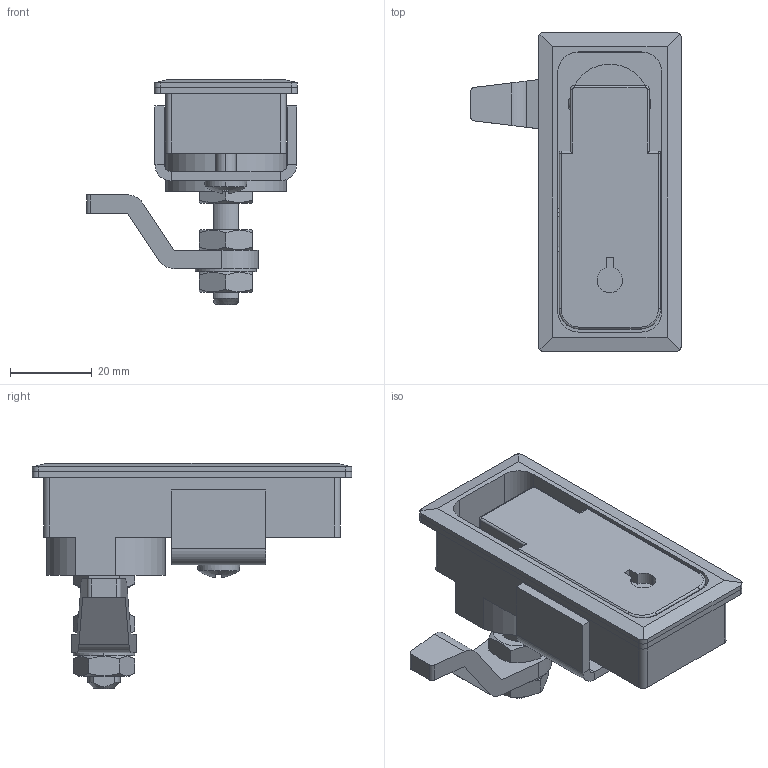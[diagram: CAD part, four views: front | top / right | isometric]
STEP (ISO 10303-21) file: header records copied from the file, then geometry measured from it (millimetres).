
FILE_DESCRIPTION (( 'STEP AP203' ), '1' );
FILE_NAME ('A-204-3-1.STEP', '2011-10-06T02:50:39', ( '' ), ( '' ), 'SwSTEP 2.0', 'SolidWorks 2011', '' );
FILE_SCHEMA (( 'CONFIG_CONTROL_DESIGN' ));
Length unit declared in the file: millimetre
Products named in the file (13): A-204-3-1; A-204取付板; A-204止め金; Ｍ８歯付座金_JIS B 1255 A 8; A-204-205作動金具; A-204-205ピン; A-204-205僶僀儞僪彫僱僕.SLDASM_Default; A-204-3-1僴儞僪儖_岞_A-204-3-1; A-204-205-3僷僢僉儞俛; A-204-205-3僫僢僩; A-204-205-3僗僩僢僷乕; A-204-205-3僔儍僼僩; A-204-3本体_公
Assembly tree (15 placements, depth 2):
  A-204-3-1
    A-204取付板
    A-204-205-3僫僢僩  x3
    Ｍ８歯付座金_JIS B 1255 A 8  x2
    A-204-205作動金具
    A-204-3-1僴儞僪儖_岞_A-204-3-1
    A-204止め金
    A-204-205ピン
    A-204-205僶僀儞僪彫僱僕.SLDASM_Default
    A-204-205-3僷僢僉儞俛
    A-204-205-3僗僩僢僷乕
    A-204-205-3僔儍僼僩
    A-204-3本体_公
Bounding box: 51.5 x 78 x 55 mm (x, y, z)
Volume: 37911 mm3; surface area: 32996.3 mm2
Topology: 15 solids, 15 shells, 496 faces, 1280 edges, 817 vertices
Faces by surface type: plane 245, cylinder 193, cone 42, torus 8, sphere 8
Entity records: 14105 total; most frequent: CARTESIAN_POINT 2549, DIRECTION 2193, ORIENTED_EDGE 2076, EDGE_CURVE 1038, AXIS2_PLACEMENT_3D 787, VERTEX_POINT 661, VECTOR 619, LINE 619
